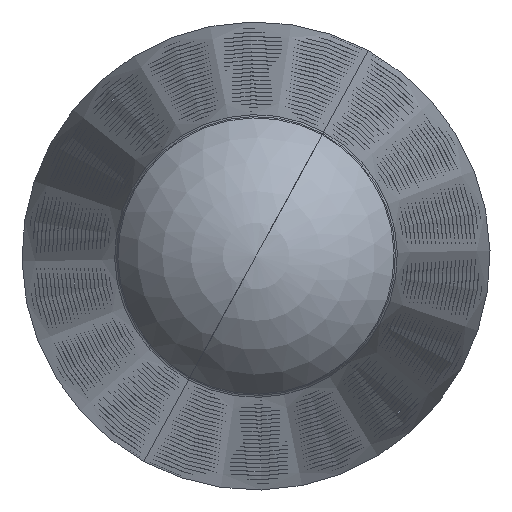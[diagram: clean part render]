
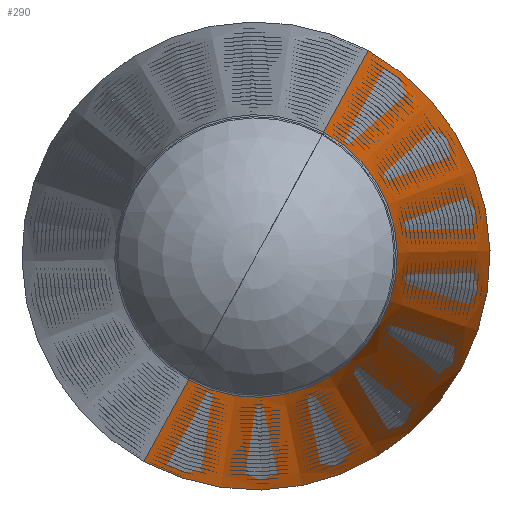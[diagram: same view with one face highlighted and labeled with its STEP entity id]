
A CAD part, left-side view. The second image highlights one B-rep face of the part: STEP entity #290.
In plain terms, the highlighted conical face has half-angle 4.875 degrees and reference radius 1328.69 mm.
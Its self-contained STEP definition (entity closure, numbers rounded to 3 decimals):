
#267=VECTOR('Line Direction',#266,1.) ;
#281=VECTOR('Line Direction',#280,1.) ;
#230=DIRECTION('Axis2P3D Direction',(1.,0.,0.)) ;
#261=DIRECTION('Axis2P3D Direction',(1.,0.,0.)) ;
#262=DIRECTION('Axis2P3D XDirection',(0.,-0.479,0.878)) ;
#266=DIRECTION('Vector Direction',(0.996,0.041,-0.075)) ;
#273=DIRECTION('Axis2P3D Direction',(1.,0.,0.)) ;
#280=DIRECTION('Vector Direction',(0.996,-0.041,0.075)) ;
#226=CARTESIAN_POINT('Vertex',(-17181.287,637.006,-1166.032)) ;
#229=CARTESIAN_POINT('Axis2P3D Location',(-17181.287,0.,0.)) ;
#233=CARTESIAN_POINT('Vertex',(-17181.287,-637.006,1166.032)) ;
#260=CARTESIAN_POINT('Axis2P3D Location',(-17181.287,0.,0.)) ;
#265=CARTESIAN_POINT('Line Origine',(-12070.582,845.994,-1548.582)) ;
#269=CARTESIAN_POINT('Vertex',(-6959.876,1054.982,-1931.131)) ;
#272=CARTESIAN_POINT('Axis2P3D Location',(-6959.876,0.,0.)) ;
#276=CARTESIAN_POINT('Vertex',(-6959.876,-1054.982,1931.131)) ;
#279=CARTESIAN_POINT('Line Origine',(-12070.582,-845.994,1548.582)) ;
#231=AXIS2_PLACEMENT_3D('Circle Axis2P3D',#229,#230,$) ;
#263=AXIS2_PLACEMENT_3D('Cone Axis2P3D',#260,#261,#262) ;
#274=AXIS2_PLACEMENT_3D('Circle Axis2P3D',#272,#273,$) ;
#235=EDGE_CURVE('',#234,#227,#232,.T.) ;
#271=EDGE_CURVE('',#227,#270,#268,.T.) ;
#278=EDGE_CURVE('',#277,#270,#275,.T.) ;
#283=EDGE_CURVE('',#234,#277,#282,.T.) ;
#285=ORIENTED_EDGE('',*,*,#271,.T.) ;
#286=ORIENTED_EDGE('',*,*,#278,.F.) ;
#287=ORIENTED_EDGE('',*,*,#283,.F.) ;
#288=ORIENTED_EDGE('',*,*,#235,.T.) ;
#268=LINE('Line',#265,#267) ;
#282=LINE('Line',#279,#281) ;
#290=ADVANCED_FACE('PartBody',(#289),#264,.T.) ;
#232=CIRCLE('generated circle',#231,1328.686) ;
#275=CIRCLE('generated circle',#274,2200.512) ;
#264=CONICAL_SURFACE('Cone',#263,1328.686,0.085) ;
#227=VERTEX_POINT('',#226) ;
#234=VERTEX_POINT('',#233) ;
#270=VERTEX_POINT('',#269) ;
#277=VERTEX_POINT('',#276) ;
#284=EDGE_LOOP('',(#285,#286,#287,#288)) ;
#289=FACE_OUTER_BOUND('',#284,.T.) ;
